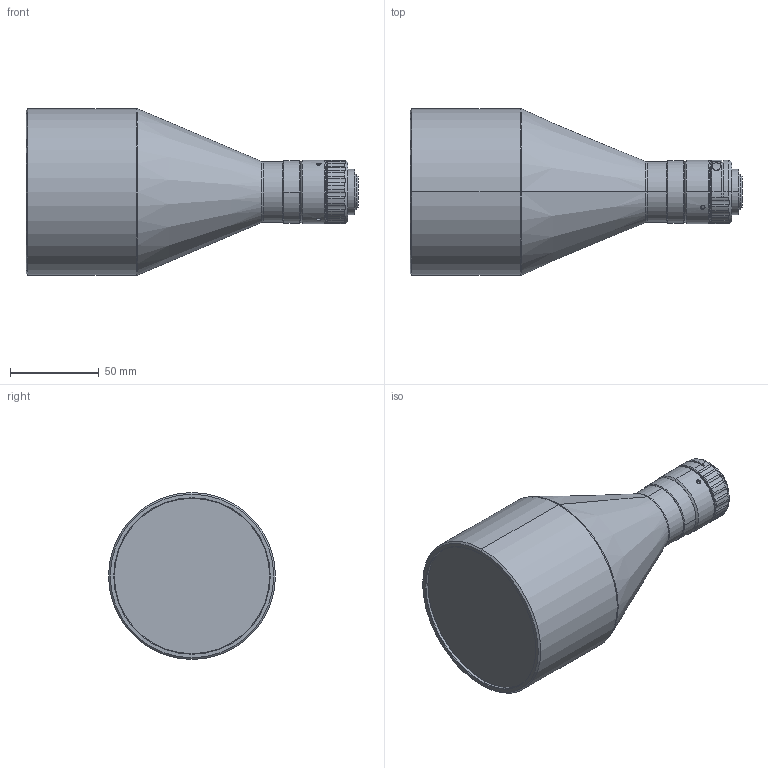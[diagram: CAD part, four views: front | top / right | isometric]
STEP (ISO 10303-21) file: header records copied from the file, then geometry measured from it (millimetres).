
FILE_DESCRIPTION (( 'STEP AP203' ), '1' );
FILE_NAME ('DTCM120-72-AL.STEP', '2019-11-13T05:42:02', ( 'Windows 蚚誧' ), ( '' ), 'SwSTEP 2.0', 'SolidWorks 2017', '' );
FILE_SCHEMA (( 'CONFIG_CONTROL_DESIGN' ));
Length unit declared in the file: millimetre
Products named in the file (1): DTCM120-72-AL
Bounding box: 186.9 x 94 x 94 mm (x, y, z)
Volume: 714837.5 mm3; surface area: 48403.6 mm2
Topology: 2 solids, 2 shells, 131 faces, 325 edges, 204 vertices
Faces by surface type: cylinder 61, cone 46, plane 20, bspline 4
Entity records: 4506 total; most frequent: CARTESIAN_POINT 1408, ORIENTED_EDGE 642, DIRECTION 621, EDGE_CURVE 321, AXIS2_PLACEMENT_3D 255, VERTEX_POINT 204, EDGE_LOOP 143, FACE_OUTER_BOUND 131
